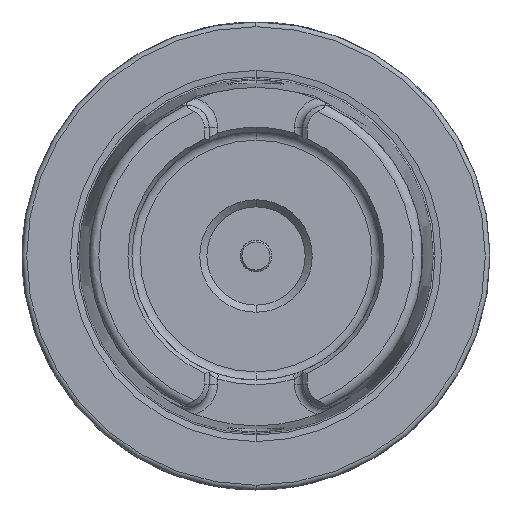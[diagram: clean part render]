
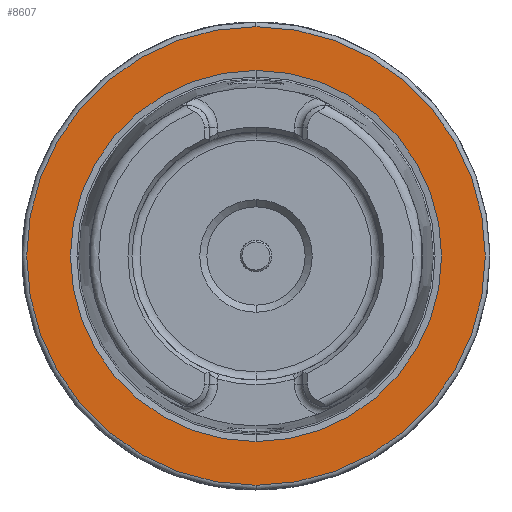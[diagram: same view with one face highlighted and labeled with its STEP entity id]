
A CAD part, left-side view. The second image highlights one B-rep face of the part: STEP entity #8607.
In plain terms, the highlighted planar face has unit normal (-1, 0, 0).
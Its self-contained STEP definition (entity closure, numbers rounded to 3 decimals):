
#1366 = CARTESIAN_POINT ( 'NONE',  ( 0., 0., -49. ) ) ;
#1419 = CARTESIAN_POINT ( 'NONE',  ( 0., 0., 49. ) ) ;
#1517 = DIRECTION ( 'NONE',  ( 0., 0., -1. ) ) ;
#1518 = DIRECTION ( 'NONE',  ( 1., 0., 0. ) ) ;
#1519 = CARTESIAN_POINT ( 'NONE',  ( 0., 0., 0. ) ) ;
#1520 = AXIS2_PLACEMENT_3D ( 'NONE', #1519, #1518, #1517 ) ;
#1527 = CIRCLE ( 'NONE', #1520, 49. ) ;
#3413 = FACE_OUTER_BOUND ( 'NONE', #8612, .T. ) ;
#3414 = FACE_BOUND ( 'NONE', #8608, .T. ) ;
#3469 = DIRECTION ( 'NONE',  ( 0., 0., -1. ) ) ;
#3470 = DIRECTION ( 'NONE',  ( 1., 0., 0. ) ) ;
#3471 = AXIS2_PLACEMENT_3D ( 'NONE', #3478, #3470, #3469 ) ;
#3472 = CIRCLE ( 'NONE', #3471, 39.647 ) ;
#3473 = DIRECTION ( 'NONE',  ( 0., 0., 1. ) ) ;
#3474 = DIRECTION ( 'NONE',  ( -1., 0., 0. ) ) ;
#3475 = CARTESIAN_POINT ( 'NONE',  ( 0., 39.647, 0. ) ) ;
#3476 = AXIS2_PLACEMENT_3D ( 'NONE', #3475, #3474, #3473 ) ;
#3477 = PLANE ( 'NONE',  #3476 ) ;
#3478 = CARTESIAN_POINT ( 'NONE',  ( 0., 0., 0. ) ) ;
#3502 = DIRECTION ( 'NONE',  ( 0., 0., -1. ) ) ;
#3503 = DIRECTION ( 'NONE',  ( 1., 0., 0. ) ) ;
#3504 = CARTESIAN_POINT ( 'NONE',  ( 0., 0., 0. ) ) ;
#3505 = AXIS2_PLACEMENT_3D ( 'NONE', #3504, #3503, #3502 ) ;
#3511 = CIRCLE ( 'NONE', #3505, 49. ) ;
#3577 = CIRCLE ( 'NONE', #3646, 39.647 ) ;
#3635 = CARTESIAN_POINT ( 'NONE',  ( 0., 0., -39.647 ) ) ;
#3642 = CARTESIAN_POINT ( 'NONE',  ( 0., 0., 39.647 ) ) ;
#3643 = DIRECTION ( 'NONE',  ( 0., 0., -1. ) ) ;
#3644 = DIRECTION ( 'NONE',  ( 1., 0., 0. ) ) ;
#3645 = CARTESIAN_POINT ( 'NONE',  ( 0., 0., 0. ) ) ;
#3646 = AXIS2_PLACEMENT_3D ( 'NONE', #3645, #3644, #3643 ) ;
#7788 = VERTEX_POINT ( 'NONE', #1366 ) ;
#7803 = VERTEX_POINT ( 'NONE', #1419 ) ;
#7828 = EDGE_CURVE ( 'NONE', #7788, #7803, #1527, .T. ) ;
#8607 = ADVANCED_FACE ( 'NONE', ( #3414, #3413 ), #3477, .T. ) ;
#8608 = EDGE_LOOP ( 'NONE', ( #8609, #8610 ) ) ;
#8609 = ORIENTED_EDGE ( 'NONE', *, *, #8698, .T. ) ;
#8610 = ORIENTED_EDGE ( 'NONE', *, *, #8611, .T. ) ;
#8611 = EDGE_CURVE ( 'NONE', #8703, #8700, #3472, .T. ) ;
#8612 = EDGE_LOOP ( 'NONE', ( #8613, #8614 ) ) ;
#8613 = ORIENTED_EDGE ( 'NONE', *, *, #7828, .F. ) ;
#8614 = ORIENTED_EDGE ( 'NONE', *, *, #8628, .F. ) ;
#8628 = EDGE_CURVE ( 'NONE', #7803, #7788, #3511, .T. ) ;
#8698 = EDGE_CURVE ( 'NONE', #8700, #8703, #3577, .T. ) ;
#8700 = VERTEX_POINT ( 'NONE', #3642 ) ;
#8703 = VERTEX_POINT ( 'NONE', #3635 ) ;
